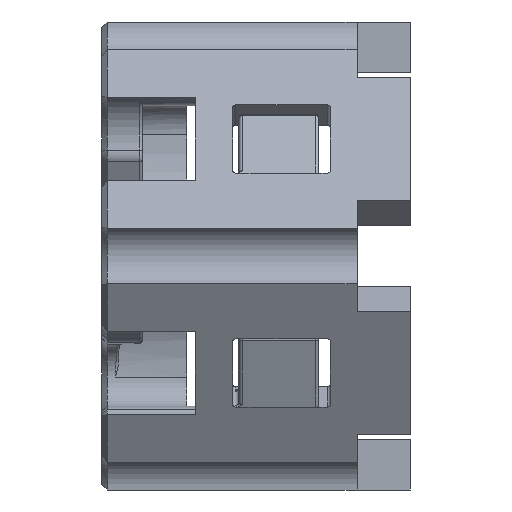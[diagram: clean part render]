
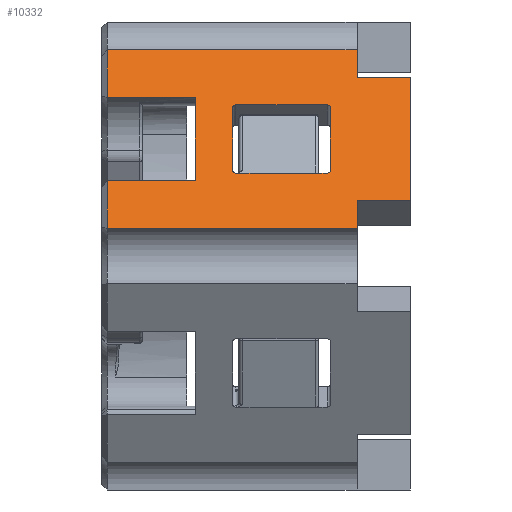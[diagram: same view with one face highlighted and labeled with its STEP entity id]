
A CAD part, left-side view. The second image highlights one B-rep face of the part: STEP entity #10332.
In plain terms, the highlighted planar face has unit normal (-0.866, 0, 0.5).
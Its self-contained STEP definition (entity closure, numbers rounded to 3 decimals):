
#376=FACE_BOUND('',#2546,.T.);
#806=CIRCLE('',#10572,0.15);
#808=CIRCLE('',#10576,0.15);
#809=CIRCLE('',#10578,0.15);
#810=CIRCLE('',#10581,0.15);
#1918=FACE_OUTER_BOUND('',#2545,.T.);
#2545=EDGE_LOOP('',(#8876,#8877,#8878,#8879,#8880,#8881,#8882,#8883,#8884,
#8885,#8886,#8887));
#2546=EDGE_LOOP('',(#8888,#8889,#8890,#8891,#8892,#8893,#8894,#8895,#8896,
#8897));
#2741=LINE('',#14951,#3374);
#2746=LINE('',#14960,#3379);
#2750=LINE('',#14982,#3383);
#2755=LINE('',#15018,#3388);
#2762=LINE('',#15218,#3395);
#2765=LINE('',#15377,#3398);
#3034=LINE('',#20037,#3667);
#3040=LINE('',#20049,#3673);
#3041=LINE('',#20051,#3674);
#3043=LINE('',#20059,#3676);
#3044=LINE('',#20062,#3677);
#3130=LINE('',#20636,#3763);
#3132=LINE('',#20652,#3765);
#3239=LINE('',#21108,#3872);
#3246=LINE('',#21146,#3879);
#3247=LINE('',#21147,#3880);
#3248=LINE('',#21148,#3881);
#3249=LINE('',#21149,#3882);
#3374=VECTOR('',#11775,10.);
#3379=VECTOR('',#11782,10.);
#3383=VECTOR('',#11794,10.);
#3388=VECTOR('',#11809,10.);
#3395=VECTOR('',#11856,10.);
#3398=VECTOR('',#11881,10.);
#3667=VECTOR('',#13068,10.);
#3673=VECTOR('',#13076,10.);
#3674=VECTOR('',#13079,10.);
#3676=VECTOR('',#13089,10.);
#3677=VECTOR('',#13092,10.);
#3763=VECTOR('',#13354,10.);
#3765=VECTOR('',#13362,10.);
#3872=VECTOR('',#13767,10.);
#3879=VECTOR('',#13804,10.);
#3880=VECTOR('',#13805,10.);
#3881=VECTOR('',#13806,10.);
#3882=VECTOR('',#13807,10.);
#4028=VERTEX_POINT('',#14577);
#4060=VERTEX_POINT('',#14902);
#4065=VERTEX_POINT('',#14950);
#4068=VERTEX_POINT('',#14958);
#4070=VERTEX_POINT('',#14973);
#4072=VERTEX_POINT('',#14980);
#4073=VERTEX_POINT('',#14984);
#4075=VERTEX_POINT('',#14999);
#4076=VERTEX_POINT('',#15000);
#4080=VERTEX_POINT('',#15031);
#4530=VERTEX_POINT('',#20033);
#4532=VERTEX_POINT('',#20036);
#4535=VERTEX_POINT('',#20043);
#4537=VERTEX_POINT('',#20047);
#4539=VERTEX_POINT('',#20057);
#4540=VERTEX_POINT('',#20061);
#4653=VERTEX_POINT('',#20620);
#4654=VERTEX_POINT('',#20631);
#4655=VERTEX_POINT('',#20638);
#4657=VERTEX_POINT('',#20647);
#4756=VERTEX_POINT('',#21105);
#4757=VERTEX_POINT('',#21107);
#5051=EDGE_CURVE('',#4065,#4028,#2741,.T.);
#5056=EDGE_CURVE('',#4060,#4068,#2746,.T.);
#5059=EDGE_CURVE('',#4070,#4068,#806,.T.);
#5063=EDGE_CURVE('',#4070,#4072,#2750,.T.);
#5064=EDGE_CURVE('',#4073,#4072,#808,.T.);
#5067=EDGE_CURVE('',#4075,#4076,#809,.T.);
#5072=EDGE_CURVE('',#4073,#4076,#2755,.T.);
#5074=EDGE_CURVE('',#4065,#4080,#810,.T.);
#5100=EDGE_CURVE('',#4028,#4060,#2762,.T.);
#5113=EDGE_CURVE('',#4075,#4080,#2765,.T.);
#5829=EDGE_CURVE('',#4530,#4532,#3034,.T.);
#5835=EDGE_CURVE('',#4535,#4537,#3040,.T.);
#5836=EDGE_CURVE('',#4532,#4537,#3041,.T.);
#5841=EDGE_CURVE('',#4530,#4539,#3043,.T.);
#5842=EDGE_CURVE('',#4540,#4535,#3044,.T.);
#6003=EDGE_CURVE('',#4654,#4653,#3130,.T.);
#6008=EDGE_CURVE('',#4657,#4655,#3132,.T.);
#6200=EDGE_CURVE('',#4757,#4756,#3239,.T.);
#6219=EDGE_CURVE('',#4657,#4540,#3246,.T.);
#6220=EDGE_CURVE('',#4539,#4653,#3247,.T.);
#6221=EDGE_CURVE('',#4654,#4757,#3248,.T.);
#6222=EDGE_CURVE('',#4756,#4655,#3249,.T.);
#8876=ORIENTED_EDGE('',*,*,#6008,.F.);
#8877=ORIENTED_EDGE('',*,*,#6219,.T.);
#8878=ORIENTED_EDGE('',*,*,#5842,.T.);
#8879=ORIENTED_EDGE('',*,*,#5835,.T.);
#8880=ORIENTED_EDGE('',*,*,#5836,.F.);
#8881=ORIENTED_EDGE('',*,*,#5829,.F.);
#8882=ORIENTED_EDGE('',*,*,#5841,.T.);
#8883=ORIENTED_EDGE('',*,*,#6220,.T.);
#8884=ORIENTED_EDGE('',*,*,#6003,.F.);
#8885=ORIENTED_EDGE('',*,*,#6221,.T.);
#8886=ORIENTED_EDGE('',*,*,#6200,.T.);
#8887=ORIENTED_EDGE('',*,*,#6222,.T.);
#8888=ORIENTED_EDGE('',*,*,#5051,.T.);
#8889=ORIENTED_EDGE('',*,*,#5100,.T.);
#8890=ORIENTED_EDGE('',*,*,#5056,.T.);
#8891=ORIENTED_EDGE('',*,*,#5059,.F.);
#8892=ORIENTED_EDGE('',*,*,#5063,.T.);
#8893=ORIENTED_EDGE('',*,*,#5064,.F.);
#8894=ORIENTED_EDGE('',*,*,#5072,.T.);
#8895=ORIENTED_EDGE('',*,*,#5067,.F.);
#8896=ORIENTED_EDGE('',*,*,#5113,.T.);
#8897=ORIENTED_EDGE('',*,*,#5074,.F.);
#9820=PLANE('',#11331);
#10332=ADVANCED_FACE('',(#1918,#376),#9820,.T.);
#10572=AXIS2_PLACEMENT_3D('',#14975,#11786,#11787);
#10576=AXIS2_PLACEMENT_3D('',#14985,#11797,#11798);
#10578=AXIS2_PLACEMENT_3D('',#15001,#11802,#11803);
#10581=AXIS2_PLACEMENT_3D('',#15032,#11812,#11813);
#11331=AXIS2_PLACEMENT_3D('',#21145,#13802,#13803);
#11775=DIRECTION('',(0.,1.,0.));
#11782=DIRECTION('',(0.,1.,0.));
#11786=DIRECTION('center_axis',(-0.866,0.,0.5));
#11787=DIRECTION('ref_axis',(-0.354,0.707,-0.612));
#11794=DIRECTION('',(0.5,0.,0.866));
#11797=DIRECTION('center_axis',(-0.866,0.,0.5));
#11798=DIRECTION('ref_axis',(0.354,0.707,0.612));
#11802=DIRECTION('center_axis',(-0.866,0.,0.5));
#11803=DIRECTION('ref_axis',(0.354,-0.707,0.612));
#11809=DIRECTION('',(0.,-1.,0.));
#11812=DIRECTION('center_axis',(-0.866,0.,0.5));
#11813=DIRECTION('ref_axis',(-0.354,-0.707,-0.612));
#11856=DIRECTION('',(0.,1.,0.));
#11881=DIRECTION('',(-0.5,0.,-0.866));
#13068=DIRECTION('',(0.,-1.,0.));
#13076=DIRECTION('',(0.,-1.,0.));
#13079=DIRECTION('',(-0.5,0.,-0.866));
#13089=DIRECTION('',(0.5,0.,0.866));
#13092=DIRECTION('',(0.5,0.,0.866));
#13354=DIRECTION('',(0.5,0.,0.866));
#13362=DIRECTION('',(0.5,0.,0.866));
#13767=DIRECTION('',(-0.5,0.,-0.866));
#13802=DIRECTION('center_axis',(-0.866,0.,0.5));
#13803=DIRECTION('ref_axis',(0.5,0.,0.866));
#13804=DIRECTION('',(0.,-1.,0.));
#13805=DIRECTION('',(0.,1.,0.));
#13806=DIRECTION('',(0.,-1.,0.));
#13807=DIRECTION('',(0.,1.,0.));
#14577=CARTESIAN_POINT('',(-10.452,1.45,3.897));
#14902=CARTESIAN_POINT('',(-10.452,5.148,3.897));
#14950=CARTESIAN_POINT('',(-10.452,0.9,3.897));
#14951=CARTESIAN_POINT('',(-10.452,0.375,3.897));
#14958=CARTESIAN_POINT('',(-10.452,5.2,3.897));
#14960=CARTESIAN_POINT('',(-10.452,0.375,3.897));
#14973=CARTESIAN_POINT('',(-10.377,5.35,4.027));
#14975=CARTESIAN_POINT('Origin',(-10.377,5.2,4.027));
#14980=CARTESIAN_POINT('',(-8.676,5.35,6.973));
#14982=CARTESIAN_POINT('',(-11.114,5.35,2.75));
#14984=CARTESIAN_POINT('',(-8.601,5.2,7.103));
#14985=CARTESIAN_POINT('Origin',(-8.676,5.2,6.973));
#14999=CARTESIAN_POINT('',(-8.676,0.75,6.973));
#15000=CARTESIAN_POINT('',(-8.601,0.9,7.103));
#15001=CARTESIAN_POINT('Origin',(-8.676,0.9,6.973));
#15018=CARTESIAN_POINT('',(-8.601,0.375,7.103));
#15031=CARTESIAN_POINT('',(-10.377,0.75,4.027));
#15032=CARTESIAN_POINT('Origin',(-10.377,0.9,4.027));
#15218=CARTESIAN_POINT('',(-10.452,0.375,3.897));
#15377=CARTESIAN_POINT('',(-11.114,0.75,2.75));
#20033=CARTESIAN_POINT('',(-7.851,-0.5,8.402));
#20036=CARTESIAN_POINT('',(-7.851,-3.,8.402));
#20037=CARTESIAN_POINT('',(-7.851,0.,8.402));
#20043=CARTESIAN_POINT('',(-11.202,-0.5,2.598));
#20047=CARTESIAN_POINT('',(-11.202,-3.,2.598));
#20049=CARTESIAN_POINT('',(-11.202,0.,2.598));
#20051=CARTESIAN_POINT('',(-12.702,-3.,0.));
#20057=CARTESIAN_POINT('',(-7.101,-0.5,9.701));
#20059=CARTESIAN_POINT('',(-11.114,-0.5,2.75));
#20061=CARTESIAN_POINT('',(-11.952,-0.5,1.299));
#20062=CARTESIAN_POINT('',(-11.114,-0.5,2.75));
#20620=CARTESIAN_POINT('',(-7.101,11.25,9.701));
#20631=CARTESIAN_POINT('',(-8.401,11.25,7.449));
#20636=CARTESIAN_POINT('',(-11.114,11.25,2.75));
#20638=CARTESIAN_POINT('',(-10.651,11.25,3.551));
#20647=CARTESIAN_POINT('',(-11.952,11.25,1.299));
#20652=CARTESIAN_POINT('',(-11.114,11.25,2.75));
#21105=CARTESIAN_POINT('',(-10.651,7.1,3.551));
#21107=CARTESIAN_POINT('',(-8.401,7.1,7.449));
#21108=CARTESIAN_POINT('',(-11.345,7.1,2.351));
#21145=CARTESIAN_POINT('Origin',(-12.702,0.,0.));
#21146=CARTESIAN_POINT('',(-11.952,11.5,1.299));
#21147=CARTESIAN_POINT('',(-7.101,11.5,9.701));
#21148=CARTESIAN_POINT('',(-8.401,11.5,7.449));
#21149=CARTESIAN_POINT('',(-10.651,11.5,3.551));
